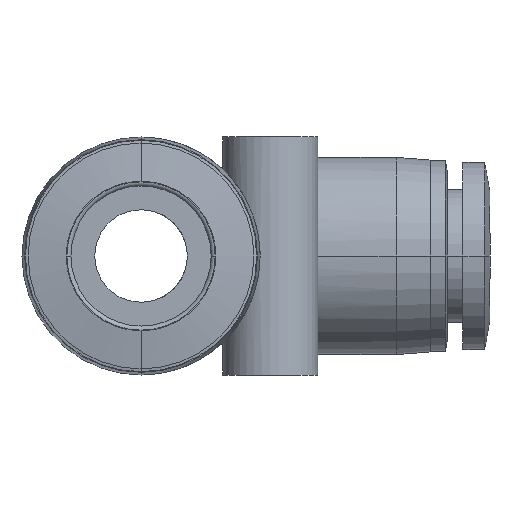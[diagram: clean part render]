
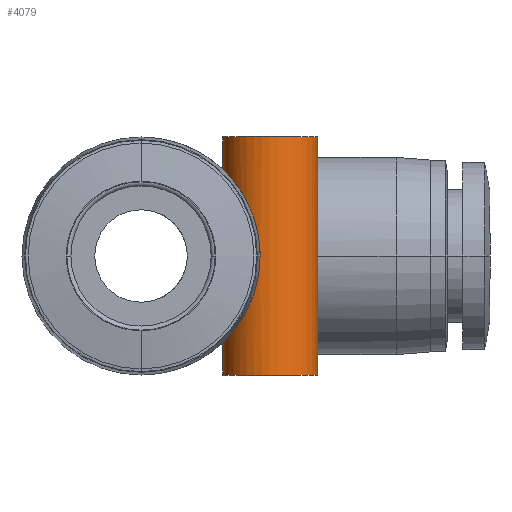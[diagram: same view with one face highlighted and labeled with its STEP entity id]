
A CAD part, front view. The second image highlights one B-rep face of the part: STEP entity #4079.
In plain terms, the highlighted cylindrical face has radius 3.5 mm (diameter 7 mm), a partial arc.
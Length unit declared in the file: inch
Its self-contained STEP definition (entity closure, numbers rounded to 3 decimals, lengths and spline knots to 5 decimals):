
#299 = CARTESIAN_POINT ( 'NONE',  ( 0.24752, -0.98024, -0.23963 ) ) ;
#311 = CARTESIAN_POINT ( 'NONE',  ( 0.51181, -0.9252, -0.34449 ) ) ;
#315 = CARTESIAN_POINT ( 'NONE',  ( 0.32586, -1.05443, -0.11263 ) ) ;
#335 = CARTESIAN_POINT ( 'NONE',  ( 0.30943, -1.04716, 0.15205 ) ) ;
#358 = CARTESIAN_POINT ( 'NONE',  ( 0.24069, -0.96068, 0.24648 ) ) ;
#397 = CARTESIAN_POINT ( 'NONE',  ( 0.23622, -0.9252, -0.25074 ) ) ;
#492 = ORIENTED_EDGE ( 'NONE', *, *, #1990, .T. ) ;
#503 = AXIS2_PLACEMENT_3D ( 'NONE', #4340, #1305, #1696 ) ;
#544 = VERTEX_POINT ( 'NONE', #1271 ) ;
#549 = VERTEX_POINT ( 'NONE', #979 ) ;
#570 = VECTOR ( 'NONE', #4738, 39.37008 ) ;
#594 = LINE ( 'NONE', #2508, #570 ) ;
#668 = CARTESIAN_POINT ( 'NONE',  ( 0.23622, -0.9324, -0.25074 ) ) ;
#687 = CARTESIAN_POINT ( 'NONE',  ( 0.25653, -0.99745, -0.22999 ) ) ;
#704 = CARTESIAN_POINT ( 'NONE',  ( 0.33734, -1.05807, -0.07129 ) ) ;
#724 = CARTESIAN_POINT ( 'NONE',  ( 0.29611, -1.03894, 0.17617 ) ) ;
#738 = CARTESIAN_POINT ( 'NONE',  ( 0.2368, -0.93973, 0.2502 ) ) ;
#760 = VERTEX_POINT ( 'NONE', #311 ) ;
#906 = VECTOR ( 'NONE', #4289, 39.37008 ) ;
#925 = AXIS2_PLACEMENT_3D ( 'NONE', #1615, #4263, #2010 ) ;
#979 = CARTESIAN_POINT ( 'NONE',  ( 0.51181, -0.9252, 0.34449 ) ) ;
#1013 = LINE ( 'NONE', #2039, #906 ) ;
#1066 = VECTOR ( 'NONE', #3140, 39.37008 ) ;
#1079 = LINE ( 'NONE', #1238, #1066 ) ;
#1083 = CARTESIAN_POINT ( 'NONE',  ( 0.26697, -1.01214, -0.21779 ) ) ;
#1100 = CARTESIAN_POINT ( 'NONE',  ( 0.3436, -1.05961, -0.02853 ) ) ;
#1118 = CARTESIAN_POINT ( 'NONE',  ( 0.28529, -1.03075, 0.19319 ) ) ;
#1137 = CARTESIAN_POINT ( 'NONE',  ( 0.23622, -0.9252, 0.25074 ) ) ;
#1238 = CARTESIAN_POINT ( 'NONE',  ( 0.51181, -0.9252, 0. ) ) ;
#1271 = CARTESIAN_POINT ( 'NONE',  ( 0.23622, -0.9252, 0.34449 ) ) ;
#1305 = DIRECTION ( 'NONE',  ( 0., 0., 1. ) ) ;
#1458 = ORIENTED_EDGE ( 'NONE', *, *, #2368, .F. ) ;
#1478 = CARTESIAN_POINT ( 'NONE',  ( 0.27805, -1.0242, -0.20348 ) ) ;
#1493 = CIRCLE ( 'NONE', #3477, 0.1378 ) ;
#1494 = CARTESIAN_POINT ( 'NONE',  ( 0.34448, -1.05979, 0.01448 ) ) ;
#1516 = CARTESIAN_POINT ( 'NONE',  ( 0.27422, -1.02038, 0.20859 ) ) ;
#1572 = CIRCLE ( 'NONE', #925, 0.1378 ) ;
#1615 = CARTESIAN_POINT ( 'NONE',  ( 0.37402, -0.9252, 0.34449 ) ) ;
#1696 = DIRECTION ( 'NONE',  ( 1., 0., 0. ) ) ;
#1740 = B_SPLINE_CURVE_WITH_KNOTS ( 'NONE', 3,
 ( #2166, #668, #4493, #2239, #4843, #2627, #299, #2992, #687, #3365, #1083, #3739, #1478, #4126, #1873, #4507, #2257, #4862, #2646, #315, #3013, #704, #3380, #1100, #3762, #1494, #4143, #1891, #4529, #2273, #4870, #2662, #335, #3032, #724, #3399, #1118, #3777, #1516, #4159, #1908, #4548, #2292, #4881, #2682, #358, #3045, #738, #3418, #1137 ),
 .UNSPECIFIED., .F., .F.,
 ( 4, 2, 2, 2, 2, 2, 2, 2, 2, 2, 2, 2, 2, 2, 2, 2, 2, 2, 2, 2, 2, 2, 2, 2, 4 ),
 ( 0.0005, 0.00105, 0.0016, 0.00215, 0.0027, 0.00324, 0.00379, 0.00489, 0.00544, 0.00599, 0.00709, 0.00818, 0.00928, 0.01038, 0.01148, 0.01257, 0.01367, 0.01422, 0.01477, 0.01532, 0.01586, 0.01641, 0.01696, 0.01751, 0.01806 ),
 .UNSPECIFIED. ) ;
#1873 = CARTESIAN_POINT ( 'NONE',  ( 0.29627, -1.03923, -0.17632 ) ) ;
#1891 = CARTESIAN_POINT ( 'NONE',  ( 0.33996, -1.05873, 0.05749 ) ) ;
#1892 = EDGE_CURVE ( 'NONE', #549, #544, #1572, .T. ) ;
#1908 = CARTESIAN_POINT ( 'NONE',  ( 0.2633, -1.00745, 0.2222 ) ) ;
#1990 = EDGE_CURVE ( 'NONE', #2514, #760, #1493, .T. ) ;
#2010 = DIRECTION ( 'NONE',  ( 1., 0., 0. ) ) ;
#2039 = CARTESIAN_POINT ( 'NONE',  ( 0.23622, -0.9252, 0. ) ) ;
#2166 = CARTESIAN_POINT ( 'NONE',  ( 0.23622, -0.9252, -0.25074 ) ) ;
#2167 = EDGE_CURVE ( 'NONE', #760, #549, #1079, .T. ) ;
#2192 = CARTESIAN_POINT ( 'NONE',  ( 0.23622, -0.9252, -0.34449 ) ) ;
#2201 = EDGE_CURVE ( 'NONE', #2514, #3652, #1013, .T. ) ;
#2239 = CARTESIAN_POINT ( 'NONE',  ( 0.23904, -0.95386, -0.24806 ) ) ;
#2257 = CARTESIAN_POINT ( 'NONE',  ( 0.30937, -1.04693, -0.1517 ) ) ;
#2273 = CARTESIAN_POINT ( 'NONE',  ( 0.33025, -1.05591, 0.09905 ) ) ;
#2292 = CARTESIAN_POINT ( 'NONE',  ( 0.25328, -0.99193, 0.23354 ) ) ;
#2320 = DIRECTION ( 'NONE',  ( 0., 0., 1. ) ) ;
#2368 = EDGE_CURVE ( 'NONE', #3082, #544, #594, .T. ) ;
#2392 = ORIENTED_EDGE ( 'NONE', *, *, #2167, .T. ) ;
#2470 = CYLINDRICAL_SURFACE ( 'NONE', #503, 0.1378 ) ;
#2508 = CARTESIAN_POINT ( 'NONE',  ( 0.23622, -0.9252, 0. ) ) ;
#2514 = VERTEX_POINT ( 'NONE', #2192 ) ;
#2582 = FACE_OUTER_BOUND ( 'NONE', #4061, .T. ) ;
#2627 = CARTESIAN_POINT ( 'NONE',  ( 0.24493, -0.9739, -0.24226 ) ) ;
#2646 = CARTESIAN_POINT ( 'NONE',  ( 0.3181, -1.05117, -0.13241 ) ) ;
#2662 = CARTESIAN_POINT ( 'NONE',  ( 0.31547, -1.05006, 0.13913 ) ) ;
#2682 = CARTESIAN_POINT ( 'NONE',  ( 0.2449, -0.97381, 0.24229 ) ) ;
#2840 = CARTESIAN_POINT ( 'NONE',  ( 0.23622, -0.9252, 0.25074 ) ) ;
#2848 = EDGE_CURVE ( 'NONE', #3652, #3082, #1740, .T. ) ;
#2992 = CARTESIAN_POINT ( 'NONE',  ( 0.2533, -0.99197, -0.23351 ) ) ;
#3013 = CARTESIAN_POINT ( 'NONE',  ( 0.33024, -1.05591, -0.09908 ) ) ;
#3032 = CARTESIAN_POINT ( 'NONE',  ( 0.29955, -1.0412, 0.17027 ) ) ;
#3045 = CARTESIAN_POINT ( 'NONE',  ( 0.23905, -0.95387, 0.24806 ) ) ;
#3082 = VERTEX_POINT ( 'NONE', #2840 ) ;
#3140 = DIRECTION ( 'NONE',  ( 0., 0., 1. ) ) ;
#3155 = ORIENTED_EDGE ( 'NONE', *, *, #2848, .F. ) ;
#3238 = ORIENTED_EDGE ( 'NONE', *, *, #1892, .T. ) ;
#3365 = CARTESIAN_POINT ( 'NONE',  ( 0.26339, -1.00757, -0.2221 ) ) ;
#3380 = CARTESIAN_POINT ( 'NONE',  ( 0.34004, -1.05875, -0.05701 ) ) ;
#3399 = CARTESIAN_POINT ( 'NONE',  ( 0.28899, -1.03372, 0.18763 ) ) ;
#3418 = CARTESIAN_POINT ( 'NONE',  ( 0.23622, -0.93241, 0.25074 ) ) ;
#3477 = AXIS2_PLACEMENT_3D ( 'NONE', #4571, #2320, #4909 ) ;
#3652 = VERTEX_POINT ( 'NONE', #397 ) ;
#3739 = CARTESIAN_POINT ( 'NONE',  ( 0.27429, -1.02045, -0.2085 ) ) ;
#3762 = CARTESIAN_POINT ( 'NONE',  ( 0.34449, -1.05979, -0.01423 ) ) ;
#3777 = CARTESIAN_POINT ( 'NONE',  ( 0.27792, -1.02408, 0.20365 ) ) ;
#4061 = EDGE_LOOP ( 'NONE', ( #4473, #492, #2392, #3238, #1458, #3155 ) ) ;
#4079 = ADVANCED_FACE ( 'NONE', ( #2582 ), #2470, .T. ) ;
#4126 = CARTESIAN_POINT ( 'NONE',  ( 0.28913, -1.0342, -0.18772 ) ) ;
#4143 = CARTESIAN_POINT ( 'NONE',  ( 0.34357, -1.0596, 0.029 ) ) ;
#4159 = CARTESIAN_POINT ( 'NONE',  ( 0.26693, -1.01209, 0.21785 ) ) ;
#4263 = DIRECTION ( 'NONE',  ( 0., 0., -1. ) ) ;
#4289 = DIRECTION ( 'NONE',  ( 0., 0., 1. ) ) ;
#4340 = CARTESIAN_POINT ( 'NONE',  ( 0.37402, -0.9252, 0. ) ) ;
#4473 = ORIENTED_EDGE ( 'NONE', *, *, #2201, .F. ) ;
#4493 = CARTESIAN_POINT ( 'NONE',  ( 0.2368, -0.93971, -0.2502 ) ) ;
#4507 = CARTESIAN_POINT ( 'NONE',  ( 0.30618, -1.0452, -0.15803 ) ) ;
#4529 = CARTESIAN_POINT ( 'NONE',  ( 0.33729, -1.05806, 0.0715 ) ) ;
#4548 = CARTESIAN_POINT ( 'NONE',  ( 0.25647, -0.99736, 0.23005 ) ) ;
#4571 = CARTESIAN_POINT ( 'NONE',  ( 0.37402, -0.9252, -0.34449 ) ) ;
#4738 = DIRECTION ( 'NONE',  ( 0., 0., 1. ) ) ;
#4843 = CARTESIAN_POINT ( 'NONE',  ( 0.24069, -0.96069, -0.24647 ) ) ;
#4862 = CARTESIAN_POINT ( 'NONE',  ( 0.31532, -1.04991, -0.13891 ) ) ;
#4870 = CARTESIAN_POINT ( 'NONE',  ( 0.32588, -1.05444, 0.11259 ) ) ;
#4881 = CARTESIAN_POINT ( 'NONE',  ( 0.2475, -0.98019, 0.23965 ) ) ;
#4909 = DIRECTION ( 'NONE',  ( 1., 0., 0. ) ) ;
